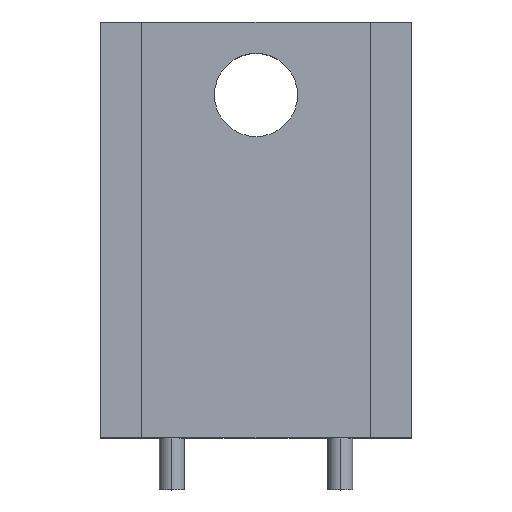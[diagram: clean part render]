
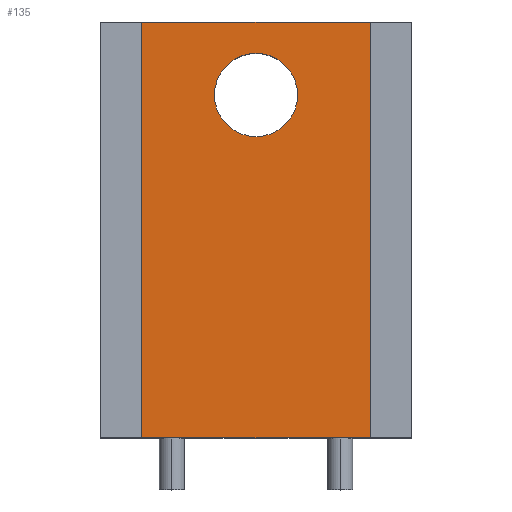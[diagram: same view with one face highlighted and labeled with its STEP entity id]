
A CAD part, top view. The second image highlights one B-rep face of the part: STEP entity #135.
In plain terms, the highlighted planar face has unit normal (0, 0, 1).
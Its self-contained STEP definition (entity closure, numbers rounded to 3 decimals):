
#11 = DIRECTION ( 'NONE',  ( -1., 0., 0. ) ) ;
#19 = CARTESIAN_POINT ( 'NONE',  ( 2., 20., -7. ) ) ;
#44 = CARTESIAN_POINT ( 'NONE',  ( 7.5, 16.5, -7. ) ) ;
#109 = CARTESIAN_POINT ( 'NONE',  ( 9.5, 16.5, -7. ) ) ;
#135 = ADVANCED_FACE ( 'NONE', ( #2059, #862 ), #582, .F. ) ;
#144 = LINE ( 'NONE', #1509, #338 ) ;
#181 = DIRECTION ( 'NONE',  ( 1., 0., 0. ) ) ;
#229 = VERTEX_POINT ( 'NONE', #109 ) ;
#338 = VECTOR ( 'NONE', #824, 1000. ) ;
#348 = VERTEX_POINT ( 'NONE', #667 ) ;
#354 = DIRECTION ( 'NONE',  ( 0., 1., 0. ) ) ;
#390 = CARTESIAN_POINT ( 'NONE',  ( 13., 0., -7. ) ) ;
#401 = ORIENTED_EDGE ( 'NONE', *, *, #777, .F. ) ;
#474 = ORIENTED_EDGE ( 'NONE', *, *, #1513, .F. ) ;
#544 = DIRECTION ( 'NONE',  ( 1., 0., 0. ) ) ;
#575 = EDGE_LOOP ( 'NONE', ( #934, #401 ) ) ;
#582 = PLANE ( 'NONE',  #620 ) ;
#587 = EDGE_CURVE ( 'NONE', #1772, #1666, #1729, .T. ) ;
#589 = EDGE_CURVE ( 'NONE', #1666, #929, #811, .T. ) ;
#605 = DIRECTION ( 'NONE',  ( 1., 0., 0. ) ) ;
#620 = AXIS2_PLACEMENT_3D ( 'NONE', #1982, #1265, #1101 ) ;
#667 = CARTESIAN_POINT ( 'NONE',  ( 5.5, 16.5, -7. ) ) ;
#736 = ORIENTED_EDGE ( 'NONE', *, *, #587, .F. ) ;
#777 = EDGE_CURVE ( 'NONE', #348, #229, #2187, .T. ) ;
#792 = CARTESIAN_POINT ( 'NONE',  ( 7.5, 16.5, -7. ) ) ;
#811 = LINE ( 'NONE', #1377, #1678 ) ;
#824 = DIRECTION ( 'NONE',  ( 0., -1., 0. ) ) ;
#829 = EDGE_LOOP ( 'NONE', ( #1444, #474, #952, #736 ) ) ;
#862 = FACE_BOUND ( 'NONE', #575, .T. ) ;
#867 = CIRCLE ( 'NONE', #2147, 2. ) ;
#929 = VERTEX_POINT ( 'NONE', #984 ) ;
#934 = ORIENTED_EDGE ( 'NONE', *, *, #1138, .F. ) ;
#952 = ORIENTED_EDGE ( 'NONE', *, *, #589, .F. ) ;
#979 = EDGE_CURVE ( 'NONE', #1303, #1772, #144, .T. ) ;
#984 = CARTESIAN_POINT ( 'NONE',  ( 2., 20., -7. ) ) ;
#1101 = DIRECTION ( 'NONE',  ( -1., 0., 0. ) ) ;
#1138 = EDGE_CURVE ( 'NONE', #229, #348, #867, .T. ) ;
#1265 = DIRECTION ( 'NONE',  ( 0., 0., -1. ) ) ;
#1303 = VERTEX_POINT ( 'NONE', #1789 ) ;
#1318 = VECTOR ( 'NONE', #11, 1000. ) ;
#1377 = CARTESIAN_POINT ( 'NONE',  ( 2., 20., -7. ) ) ;
#1434 = CARTESIAN_POINT ( 'NONE',  ( 2., 0., -7. ) ) ;
#1444 = ORIENTED_EDGE ( 'NONE', *, *, #979, .F. ) ;
#1482 = DIRECTION ( 'NONE',  ( 0., 0., 1. ) ) ;
#1509 = CARTESIAN_POINT ( 'NONE',  ( 13., 20., -7. ) ) ;
#1513 = EDGE_CURVE ( 'NONE', #929, #1303, #1724, .T. ) ;
#1666 = VERTEX_POINT ( 'NONE', #1434 ) ;
#1678 = VECTOR ( 'NONE', #354, 1000. ) ;
#1724 = LINE ( 'NONE', #19, #2152 ) ;
#1729 = LINE ( 'NONE', #1741, #1318 ) ;
#1741 = CARTESIAN_POINT ( 'NONE',  ( 2., 0., -7. ) ) ;
#1772 = VERTEX_POINT ( 'NONE', #390 ) ;
#1789 = CARTESIAN_POINT ( 'NONE',  ( 13., 20., -7. ) ) ;
#1922 = DIRECTION ( 'NONE',  ( 0., 0., 1. ) ) ;
#1923 = AXIS2_PLACEMENT_3D ( 'NONE', #792, #1482, #605 ) ;
#1982 = CARTESIAN_POINT ( 'NONE',  ( 2., 20., -7. ) ) ;
#2059 = FACE_OUTER_BOUND ( 'NONE', #829, .T. ) ;
#2147 = AXIS2_PLACEMENT_3D ( 'NONE', #44, #1922, #544 ) ;
#2152 = VECTOR ( 'NONE', #181, 1000. ) ;
#2187 = CIRCLE ( 'NONE', #1923, 2. ) ;
